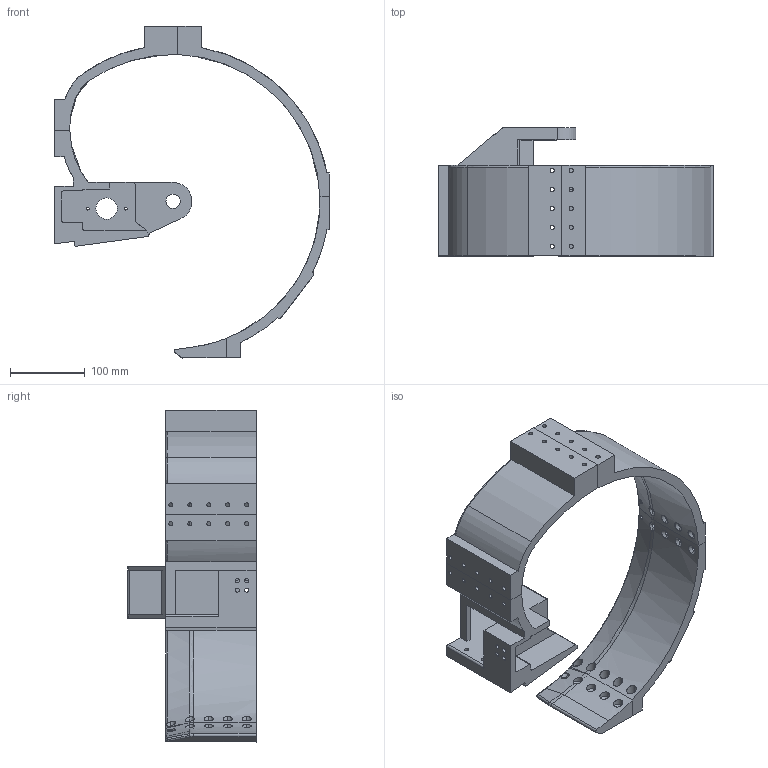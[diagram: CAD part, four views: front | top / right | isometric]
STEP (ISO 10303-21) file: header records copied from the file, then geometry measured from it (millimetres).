
FILE_DESCRIPTION (( 'STEP AP214' ), '1' );
FILE_NAME ('3D printed frame.STEP', '2026-02-18T02:19:15', ( '' ), ( '' ), 'SwSTEP 2.0', 'SolidWorks 2024', '' );
FILE_SCHEMA (( 'AUTOMOTIVE_DESIGN' ));
Length unit declared in the file: inch
Products named in the file (1): 3D printed frame
Bounding box: 368.3 x 172.09 x 444.65 mm (x, y, z)
Volume: 2192540.8 mm3; surface area: 413731.5 mm2
Topology: 5 solids, 5 shells, 625 faces, 1526 edges, 902 vertices
Faces by surface type: cylinder 309, plane 139, torus 82, cone 79, bspline 16
Entity records: 22272 total; most frequent: CARTESIAN_POINT 7359, DIRECTION 3196, ORIENTED_EDGE 3052, EDGE_CURVE 1526, AXIS2_PLACEMENT_3D 1254, VERTEX_POINT 902, EDGE_LOOP 726, VECTOR 688
